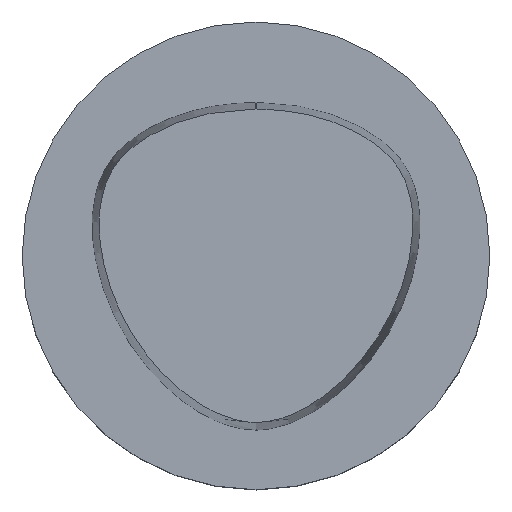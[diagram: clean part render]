
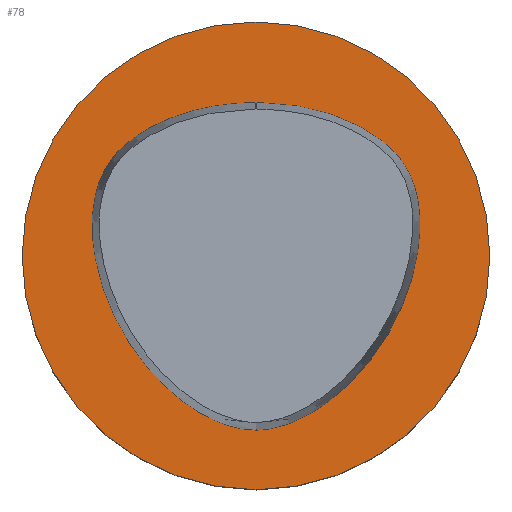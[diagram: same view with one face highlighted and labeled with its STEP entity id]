
A CAD part, top view. The second image highlights one B-rep face of the part: STEP entity #78.
In plain terms, the highlighted planar face has unit normal (0, 0, 1).
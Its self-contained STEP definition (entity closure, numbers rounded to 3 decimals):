
#78=ADVANCED_FACE('Unnamed[1]',(#199,#200),#201,.T.);
#86=EDGE_CURVE('Unnamed[1]',#212,#213,#214,.T.);
#129=EDGE_CURVE('Unnamed[1]',#275,#212,#276,.T.);
#131=EDGE_CURVE('Unnamed[1]',#278,#278,#279,.T.);
#171=EDGE_CURVE('Unnamed[1]',#213,#275,#336,.T.);
#199=FACE_BOUND('',#359,.T.);
#200=FACE_OUTER_BOUND('',#360,.T.);
#201=PLANE('',#361);
#212=VERTEX_POINT('',#375);
#213=VERTEX_POINT('',#376);
#214=B_SPLINE_CURVE_WITH_KNOTS('',3,(#377,#378,#379,#380,#381,#382,#383,#384,#385,#386,#387,#388,#389,#390,#391,#392,#393,#394),.UNSPECIFIED.,.F.,.F.,(4,1,1,1,1,1,1,1,1,2,1,1,1,1,4),(-6.615,-6.202,-5.788,-5.375,-4.961,-4.134,-3.308,-2.894,-2.481,-2.067,-1.654,-1.24,-0.827,-0.413,0.0),.UNSPECIFIED.);
#275=VERTEX_POINT('',#626);
#276=B_SPLINE_CURVE_WITH_KNOTS('',3,(#627,#628,#629,#630,#631,#632,#633,#634,#635,#636,#637,#638,#639,#640,#641,#642,#643),.UNSPECIFIED.,.F.,.F.,(4,1,1,1,1,1,1,1,1,1,1,1,1,1,4),(-13.23,-12.817,-12.403,-11.99,-11.576,-11.163,-10.956,-10.75,-10.336,-9.923,-9.096,-8.269,-7.442,-7.029,-6.615),.UNSPECIFIED.);
#278=VERTEX_POINT('',#646);
#279=CIRCLE('',#647,31.5);
#336=CIRCLE('',#735,0.95);
#359=EDGE_LOOP('',(#744,#745,#746));
#360=EDGE_LOOP('',(#747));
#361=AXIS2_PLACEMENT_3D('',#748,#749,#750);
#375=CARTESIAN_POINT('',(0.044,-23.469,0.));
#376=CARTESIAN_POINT('',(-0.045,20.677,0.));
#377=CARTESIAN_POINT('',(0.044,-23.469,0.));
#378=CARTESIAN_POINT('',(-1.471,-23.477,0.));
#379=CARTESIAN_POINT('',(-4.439,-22.821,0.));
#380=CARTESIAN_POINT('',(-8.35,-20.8,0.));
#381=CARTESIAN_POINT('',(-11.745,-18.156,0.));
#382=CARTESIAN_POINT('',(-15.699,-14.041,0.));
#383=CARTESIAN_POINT('',(-19.535,-8.006,0.));
#384=CARTESIAN_POINT('',(-21.721,-1.161,0.0));
#385=CARTESIAN_POINT('',(-22.249,4.55,0.0));
#386=CARTESIAN_POINT('',(-21.665,9.002,0.0));
#387=CARTESIAN_POINT('',(-20.395,11.778,0.0));
#388=CARTESIAN_POINT('',(-18.593,14.198,0.0));
#389=CARTESIAN_POINT('',(-16.323,16.178,0.0));
#390=CARTESIAN_POINT('',(-12.508,18.252,0.));
#391=CARTESIAN_POINT('',(-8.468,19.679,0.));
#392=CARTESIAN_POINT('',(-4.23,20.488,0.));
#393=CARTESIAN_POINT('',(-1.423,20.613,0.));
#394=CARTESIAN_POINT('',(-0.045,20.677,0.));
#626=CARTESIAN_POINT('',(0.045,20.677,0.));
#627=CARTESIAN_POINT('',(0.045,20.677,0.));
#628=CARTESIAN_POINT('',(1.424,20.61,0.));
#629=CARTESIAN_POINT('',(4.223,20.484,0.));
#630=CARTESIAN_POINT('',(8.472,19.689,0.));
#631=CARTESIAN_POINT('',(12.514,18.243,0.0));
#632=CARTESIAN_POINT('',(16.304,16.173,0.));
#633=CARTESIAN_POINT('',(19.145,13.704,0.));
#634=CARTESIAN_POINT('',(20.732,11.101,0.0));
#635=CARTESIAN_POINT('',(21.783,8.281,0.));
#636=CARTESIAN_POINT('',(22.226,4.609,0.0));
#637=CARTESIAN_POINT('',(21.744,-1.113,0.0));
#638=CARTESIAN_POINT('',(19.552,-7.954,0.0));
#639=CARTESIAN_POINT('',(14.957,-15.209,0.0));
#640=CARTESIAN_POINT('',(9.668,-20.083,0.));
#641=CARTESIAN_POINT('',(4.516,-22.795,0.));
#642=CARTESIAN_POINT('',(1.559,-23.461,0.));
#643=CARTESIAN_POINT('',(0.044,-23.469,0.));
#646=CARTESIAN_POINT('',(0.,31.5,0.));
#647=AXIS2_PLACEMENT_3D('',#824,#825,#826);
#735=AXIS2_PLACEMENT_3D('',#884,#885,#886);
#744=ORIENTED_EDGE('',*,*,#129,.T.);
#745=ORIENTED_EDGE('',*,*,#86,.T.);
#746=ORIENTED_EDGE('',*,*,#171,.T.);
#747=ORIENTED_EDGE('',*,*,#131,.F.);
#748=CARTESIAN_POINT('',(0.,15.75,0.));
#749=DIRECTION('',(0.,0.,1.0));
#750=DIRECTION('',(0.,-1.0,0.));
#824=CARTESIAN_POINT('',(0.0,0.0,0.0));
#825=DIRECTION('',(0.,0.,-1.0));
#826=DIRECTION('',(0.,1.0,0.));
#884=CARTESIAN_POINT('',(-0.001,19.728,0.));
#885=DIRECTION('',(0.,0.,-1.0));
#886=DIRECTION('',(-0.046,0.999,0.));
